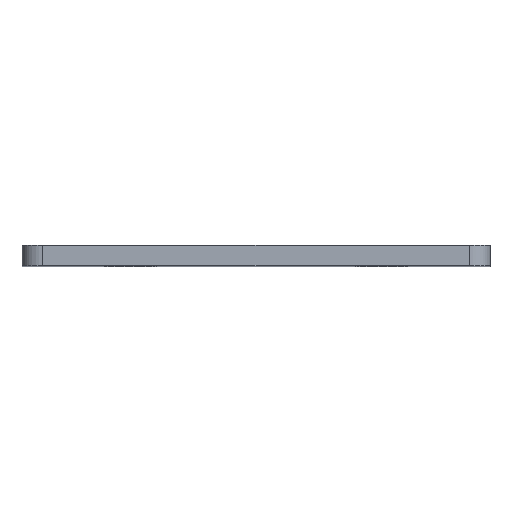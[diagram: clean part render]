
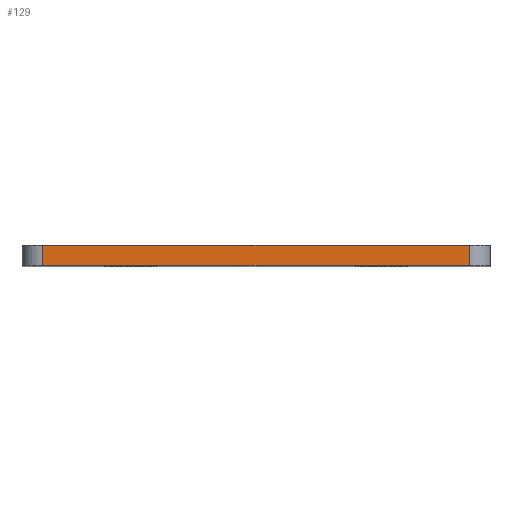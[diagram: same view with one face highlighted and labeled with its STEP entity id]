
A CAD part, top view. The second image highlights one B-rep face of the part: STEP entity #129.
In plain terms, the highlighted planar face has unit normal (0, 0, 1).
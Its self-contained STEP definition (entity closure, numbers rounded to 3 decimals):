
#27 = LINE ( 'NONE', #187, #169 ) ;
#39 = EDGE_LOOP ( 'NONE', ( #174, #64, #633, #326 ) ) ;
#64 = ORIENTED_EDGE ( 'NONE', *, *, #398, .T. ) ;
#76 = DIRECTION ( 'NONE',  ( 1., 0., 0. ) ) ;
#101 = CARTESIAN_POINT ( 'NONE',  ( 108.172, 0., 13. ) ) ;
#102 = EDGE_CURVE ( 'NONE', #337, #370, #594, .T. ) ;
#129 = ADVANCED_FACE ( 'NONE', ( #682 ), #417, .T. ) ;
#169 = VECTOR ( 'NONE', #571, 1000. ) ;
#174 = ORIENTED_EDGE ( 'NONE', *, *, #274, .F. ) ;
#187 = CARTESIAN_POINT ( 'NONE',  ( 110.672, 0., 13. ) ) ;
#198 = DIRECTION ( 'NONE',  ( 0., 0., 1. ) ) ;
#203 = CARTESIAN_POINT ( 'NONE',  ( 108.172, 2.5, 13. ) ) ;
#226 = VERTEX_POINT ( 'NONE', #644 ) ;
#250 = DIRECTION ( 'NONE',  ( 0., 1., 0. ) ) ;
#274 = EDGE_CURVE ( 'NONE', #344, #226, #524, .T. ) ;
#318 = DIRECTION ( 'NONE',  ( 1., 0., 0. ) ) ;
#326 = ORIENTED_EDGE ( 'NONE', *, *, #673, .T. ) ;
#337 = VERTEX_POINT ( 'NONE', #513 ) ;
#344 = VERTEX_POINT ( 'NONE', #683 ) ;
#367 = CARTESIAN_POINT ( 'NONE',  ( 108.172, 0., 13. ) ) ;
#370 = VERTEX_POINT ( 'NONE', #412 ) ;
#375 = DIRECTION ( 'NONE',  ( 1., 0., 0. ) ) ;
#398 = EDGE_CURVE ( 'NONE', #344, #337, #27, .T. ) ;
#412 = CARTESIAN_POINT ( 'NONE',  ( 161.672, 0., 13. ) ) ;
#417 = PLANE ( 'NONE',  #689 ) ;
#513 = CARTESIAN_POINT ( 'NONE',  ( 110.672, 0., 13. ) ) ;
#514 = VECTOR ( 'NONE', #76, 1000. ) ;
#522 = LINE ( 'NONE', #581, #701 ) ;
#524 = LINE ( 'NONE', #203, #514 ) ;
#571 = DIRECTION ( 'NONE',  ( 0., -1., 0. ) ) ;
#581 = CARTESIAN_POINT ( 'NONE',  ( 161.672, 0., 13. ) ) ;
#594 = LINE ( 'NONE', #101, #614 ) ;
#614 = VECTOR ( 'NONE', #318, 1000. ) ;
#633 = ORIENTED_EDGE ( 'NONE', *, *, #102, .T. ) ;
#644 = CARTESIAN_POINT ( 'NONE',  ( 161.672, 2.5, 13. ) ) ;
#673 = EDGE_CURVE ( 'NONE', #370, #226, #522, .T. ) ;
#682 = FACE_OUTER_BOUND ( 'NONE', #39, .T. ) ;
#683 = CARTESIAN_POINT ( 'NONE',  ( 110.672, 2.5, 13. ) ) ;
#689 = AXIS2_PLACEMENT_3D ( 'NONE', #367, #198, #375 ) ;
#701 = VECTOR ( 'NONE', #250, 1000. ) ;
